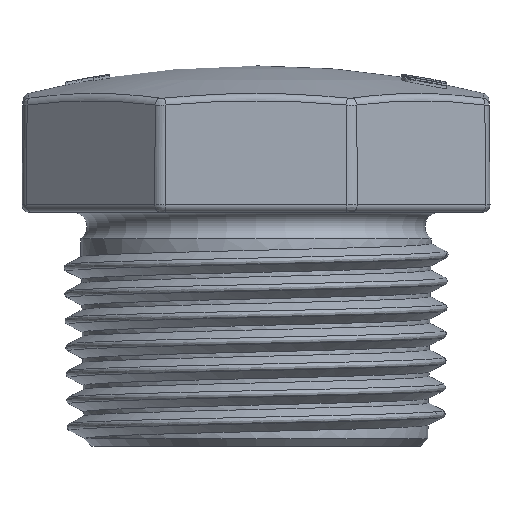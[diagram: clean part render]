
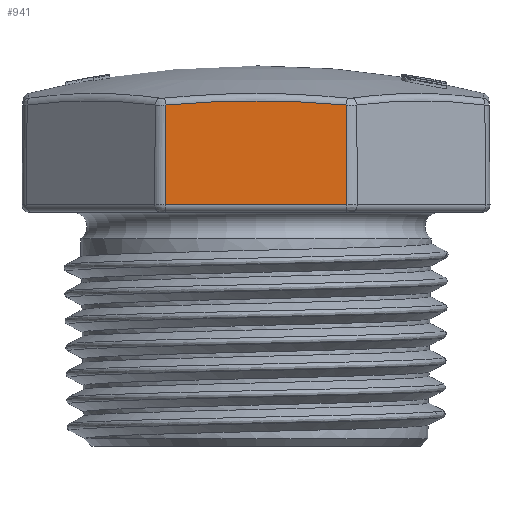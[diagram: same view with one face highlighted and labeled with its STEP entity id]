
A CAD part, front view. The second image highlights one B-rep face of the part: STEP entity #941.
In plain terms, the highlighted planar face has unit normal (0, -1, 0.009).
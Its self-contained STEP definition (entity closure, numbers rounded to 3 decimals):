
#181=PLANE('',#4156);
#269=FACE_OUTER_BOUND('',#1481,.T.);
#493=LINE('',#6830,#673);
#494=LINE('',#6835,#674);
#495=LINE('',#6837,#675);
#673=VECTOR('',#4614,1.);
#674=VECTOR('',#4617,1.);
#675=VECTOR('',#4618,1.);
#941=ADVANCED_FACE('',(#269),#181,.T.);
#1481=EDGE_LOOP('',(#1883,#1884,#1885,#1886));
#1883=ORIENTED_EDGE('',*,*,#3434,.T.);
#1884=ORIENTED_EDGE('',*,*,#3435,.T.);
#1885=ORIENTED_EDGE('',*,*,#3436,.T.);
#1886=ORIENTED_EDGE('',*,*,#3437,.T.);
#3053=VERTEX_POINT('',#6831);
#3054=VERTEX_POINT('',#6832);
#3055=VERTEX_POINT('',#6834);
#3056=VERTEX_POINT('',#6836);
#3434=EDGE_CURVE('',#3053,#3054,#493,.T.);
#3435=EDGE_CURVE('',#3054,#3055,#3938,.T.);
#3436=EDGE_CURVE('',#3055,#3056,#494,.T.);
#3437=EDGE_CURVE('',#3056,#3053,#495,.T.);
#3938=CIRCLE('',#4155,62.488);
#4155=AXIS2_PLACEMENT_3D('',#6833,#4615,#4616);
#4156=AXIS2_PLACEMENT_3D('',#6838,#4619,#4620);
#4614=DIRECTION('',(-0.004,0.009,1.));
#4615=DIRECTION('',(0.,-1.,0.009));
#4616=DIRECTION('',(0.,-0.009,-1.));
#4617=DIRECTION('',(-0.004,-0.009,-1.));
#4618=DIRECTION('',(1.,0.,0.));
#4619=DIRECTION('',(0.,-1.,0.009));
#4620=DIRECTION('',(0.,-0.009,-1.));
#6830=CARTESIAN_POINT('',(43.213,-16.,16.503));
#6831=CARTESIAN_POINT('',(43.213,-16.,16.504));
#6832=CARTESIAN_POINT('',(43.189,-15.94,23.322));
#6833=CARTESIAN_POINT('',(37.,-16.483,-38.856));
#6834=CARTESIAN_POINT('',(30.811,-15.94,23.322));
#6835=CARTESIAN_POINT('',(30.787,-16.,16.551));
#6836=CARTESIAN_POINT('',(30.787,-16.,16.504));
#6837=CARTESIAN_POINT('',(43.215,-16.,16.504));
#6838=CARTESIAN_POINT('',(43.627,-16.,16.504));
